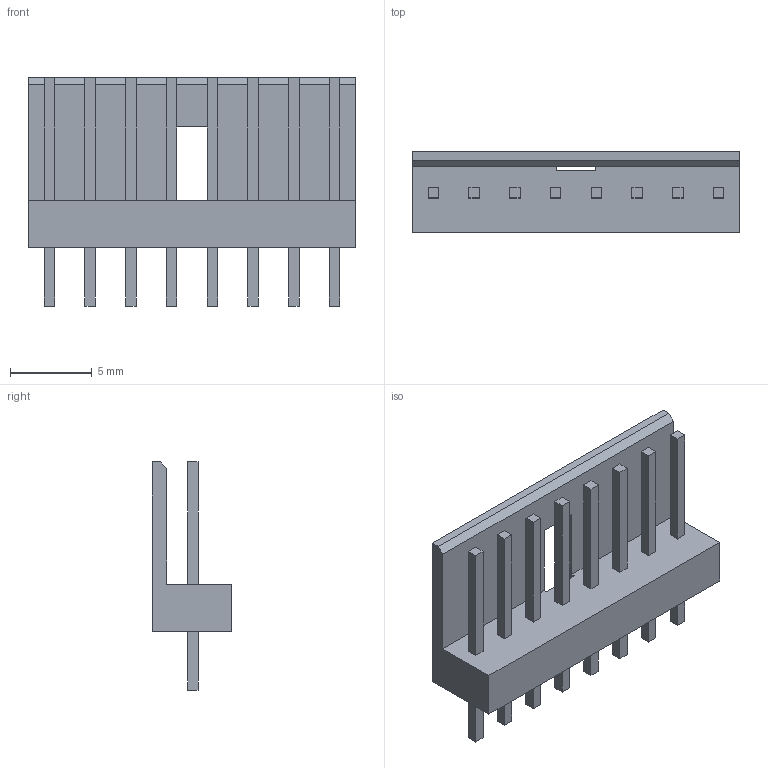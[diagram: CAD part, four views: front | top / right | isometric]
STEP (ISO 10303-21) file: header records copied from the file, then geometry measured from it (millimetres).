
FILE_DESCRIPTION((''),'2;1');
FILE_NAME('C-171825-8','2018-03-23T',('workeradm'),('TE Connectivity Ltd.'),'CREO PARAMETRIC BY PTC INC, 2016050','CREO PARAMETRIC BY PTC INC, 2016050','');
FILE_SCHEMA(('AUTOMOTIVE_DESIGN { 1 0 10303 214 1 1 1 1 }'));
Length unit declared in the file: millimetre
Products named in the file (1): C-171825-8
Bounding box: 20 x 4.9 x 14 mm (x, y, z)
Volume: 436.6 mm3; surface area: 868.3 mm2
Topology: 1 solids, 1 shells, 93 faces, 231 edges, 154 vertices
Faces by surface type: plane 93
Entity records: 2885 total; most frequent: CARTESIAN_POINT 480, ORIENTED_EDGE 462, DIRECTION 417, VECTOR 231, LINE 231, EDGE_CURVE 231, VERTEX_POINT 154, COLOUR_RGB 126
